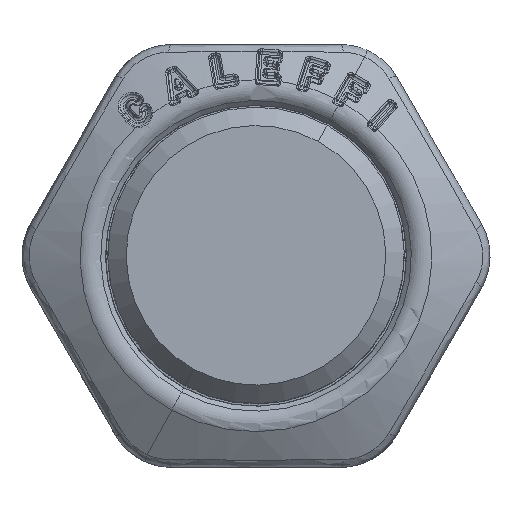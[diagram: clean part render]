
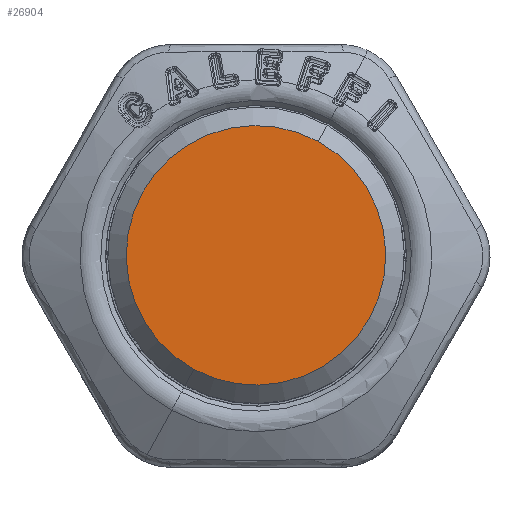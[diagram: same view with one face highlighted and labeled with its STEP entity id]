
A CAD part, top view. The second image highlights one B-rep face of the part: STEP entity #26904.
In plain terms, the highlighted planar face has unit normal (0, 0, 1).
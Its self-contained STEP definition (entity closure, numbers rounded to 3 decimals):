
#26861=CARTESIAN_POINT('Vertex',(4.387,8.03,34.5)) ;
#26868=CARTESIAN_POINT('Vertex',(-4.387,-8.03,34.5)) ;
#26871=CARTESIAN_POINT('Axis2P3D Location',(0.,0.,34.5)) ;
#26883=CARTESIAN_POINT('Axis2P3D Location',(0.,0.,34.5)) ;
#26895=CARTESIAN_POINT('Axis2P3D Location',(0.,-9.15,34.5)) ;
#26872=DIRECTION('Axis2P3D Direction',(0.,0.,-1.)) ;
#26884=DIRECTION('Axis2P3D Direction',(0.,0.,-1.)) ;
#26896=DIRECTION('Axis2P3D Direction',(0.,0.,-1.)) ;
#26897=DIRECTION('Axis2P3D XDirection',(1.,0.,0.)) ;
#26873=AXIS2_PLACEMENT_3D('Circle Axis2P3D',#26871,#26872,$) ;
#26885=AXIS2_PLACEMENT_3D('Circle Axis2P3D',#26883,#26884,$) ;
#26898=AXIS2_PLACEMENT_3D('Plane Axis2P3D',#26895,#26896,#26897) ;
#26901=ORIENTED_EDGE('',*,*,#26875,.F.) ;
#26902=ORIENTED_EDGE('',*,*,#26887,.F.) ;
#26904=ADVANCED_FACE('PartBody',(#26903),#26899,.F.) ;
#26874=CIRCLE('generated circle',#26873,9.15) ;
#26886=CIRCLE('generated circle',#26885,9.15) ;
#26875=EDGE_CURVE('',#26869,#26862,#26874,.T.) ;
#26887=EDGE_CURVE('',#26862,#26869,#26886,.T.) ;
#26900=EDGE_LOOP('',(#26901,#26902)) ;
#26903=FACE_OUTER_BOUND('',#26900,.T.) ;
#26899=PLANE('',#26898) ;
#26862=VERTEX_POINT('',#26861) ;
#26869=VERTEX_POINT('',#26868) ;
